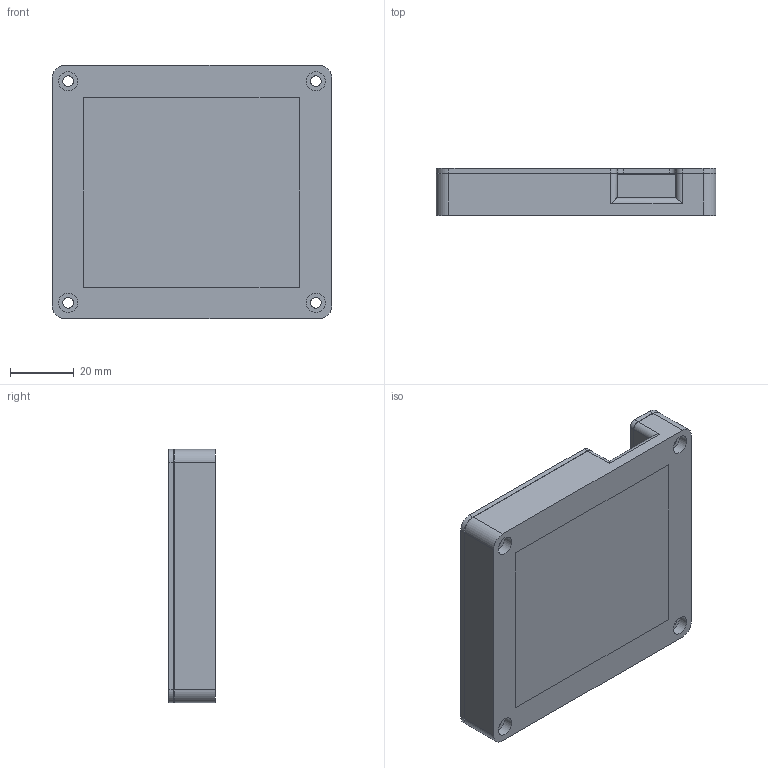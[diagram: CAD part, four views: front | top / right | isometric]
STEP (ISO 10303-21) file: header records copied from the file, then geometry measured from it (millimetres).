
FILE_DESCRIPTION(/* description */ (''),/* implementation_level */ '2;1');
FILE_NAME(/* name */ 'HackPad Assembled with pcb in it.step',/* time_stamp */ '2025-11-22T13:57:55+05:30',/* author */ (''),/* organization */ (''),/* preprocessor_version */ 'ST-DEVELOPER v20.1',/* originating_system */ 'Autodesk Translation Framework v14.21.0.0',/* authorisation */ '');
FILE_SCHEMA (('AUTOMOTIVE_DESIGN { 1 0 10303 214 3 1 1 }'));
Length unit declared in the file: millimetre
Products named in the file (196): HACKPAD; jj's hackpad; plate-2025-11-21T07_28_30.304Z; Untitled; Untitled_1; part_object_id_192; part_object_id_193; part_object_id_194; part_object_id_195; part_object_id_196; part_object_id_197; part_object_id_198; part_object_id_199; part_object_id_200; part_object_id_201; part_object_id_202; part_object_id_203; part_object_id_204; part_object_id_205; part_object_id_206; part_object_id_207; part_object_id_208; part_object_id_209; part_object_id_210; part_object_id_211; part_object_id_212; part_object_id_213; part_object_id_214; part_object_id_215; part_object_id_216; part_object_id_217; part_object_id_218; part_object_id_219; part_object_id_220; part_object_id_221; part_object_id_222; part_object_id_223; part_object_id_224; part_object_id_225; part_object_id_226 ...
Assembly tree (194 placements, depth 4):
  HACKPAD
    plate-2025-11-21T07_28_30.304Z
    Untitled
      Untitled_1
        part_object_id_192
        part_object_id_193
        part_object_id_194
        part_object_id_195
        part_object_id_196
        part_object_id_197
        part_object_id_198
        part_object_id_199
        part_object_id_200
        part_object_id_201
        part_object_id_202
        part_object_id_203
        part_object_id_204
        part_object_id_205
        part_object_id_206
        part_object_id_207
        part_object_id_208
        part_object_id_209
        part_object_id_210
        part_object_id_211
        part_object_id_212
        part_object_id_213
        part_object_id_214
        part_object_id_215
        part_object_id_216
        part_object_id_217
        part_object_id_218
        part_object_id_219
        part_object_id_220
        part_object_id_221
        part_object_id_222
        part_object_id_223
        part_object_id_224
        part_object_id_225
        part_object_id_226
        part_object_id_227
        part_object_id_228
        part_object_id_229
        part_object_id_230
        part_object_id_231
        part_object_id_232
        part_object_id_233
        part_object_id_234
        part_object_id_235
        part_object_id_236
        part_object_id_237
        part_object_id_238
        part_object_id_239
        part_object_id_240
        part_object_id_241
        part_object_id_242
        part_object_id_243
        part_object_id_244
        part_object_id_245
        part_object_id_246
        part_object_id_247
Bounding box: 87.95 x 14.68 x 79.71 mm (x, y, z)
Volume: 57822.6 mm3; surface area: 40010.5 mm2
Topology: 3 solids, 3 shells, 523 faces, 1453 edges, 968 vertices
Faces by surface type: plane 244, bspline 224, cylinder 55
Full cylindrical faces by diameter (mm): 3.4 x8, 6 x4
Entity records: 26457 total; most frequent: CARTESIAN_POINT 7143, ORIENTED_EDGE 2906, DIRECTION 2493, EDGE_CURVE 1453, VERTEX_POINT 968, LINE 897, VECTOR 897, AXIS2_PLACEMENT_3D 798
